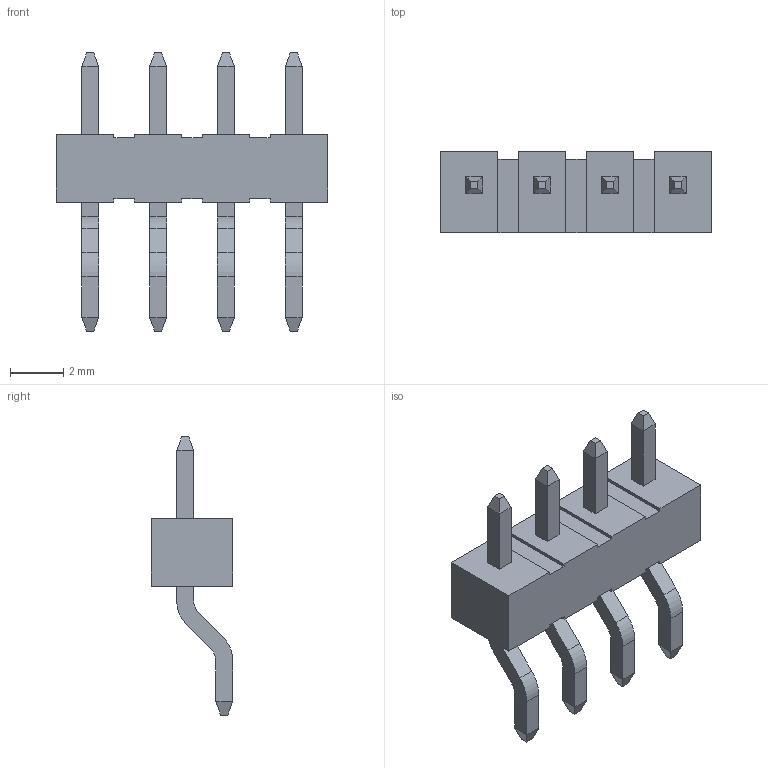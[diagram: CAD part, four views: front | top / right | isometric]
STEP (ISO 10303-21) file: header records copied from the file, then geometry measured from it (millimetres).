
FILE_DESCRIPTION(/* description */ ('STEP AP203'),/* implementation_level */ '2;1');
FILE_NAME(/* name */ 'TSM-104-04-L-SH-TR',/* time_stamp */ '2024-05-29T04:50:17+02:00',/* author */ ('License CC BY-ND 4.0'),/* organization */ ('CADENAS'),/* preprocessor_version */ 'ST-DEVELOPER v19.3',/* originating_system */ 'PARTsolutions',/* authorisation */ ' ');
FILE_SCHEMA (('CONFIG_CONTROL_DESIGN'));
Length unit declared in the file: inch
Products named in the file (3): TSM-104-04-L-SH-TR; TSM-104-04-SH_body; T-1S6-07(-04-4-SH)
Assembly tree (2 placements, depth 2):
  TSM-104-04-L-SH-TR
    TSM-104-04-SH_body
    T-1S6-07(-04-4-SH)
Bounding box: 10.16 x 3.05 x 10.41 mm (x, y, z)
Volume: 89.2 mm3; surface area: 275.8 mm2
Topology: 2 solids, 2 shells, 140 faces, 376 edges, 240 vertices
Faces by surface type: plane 124, cylinder 16
Entity records: 4370 total; most frequent: CARTESIAN_POINT 759, ORIENTED_EDGE 752, DIRECTION 694, EDGE_CURVE 376, LINE 344, VECTOR 344, VERTEX_POINT 240, AXIS2_PLACEMENT_3D 175
